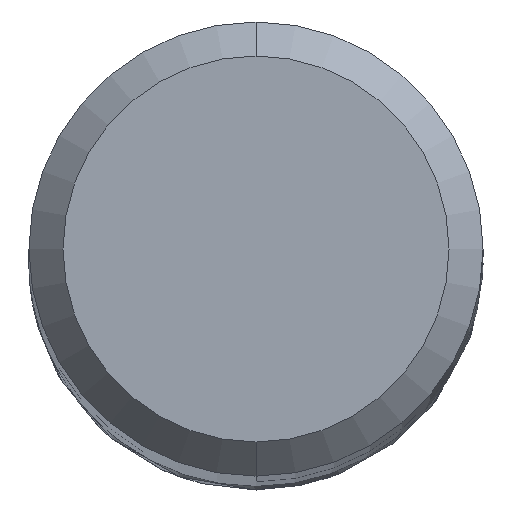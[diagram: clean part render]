
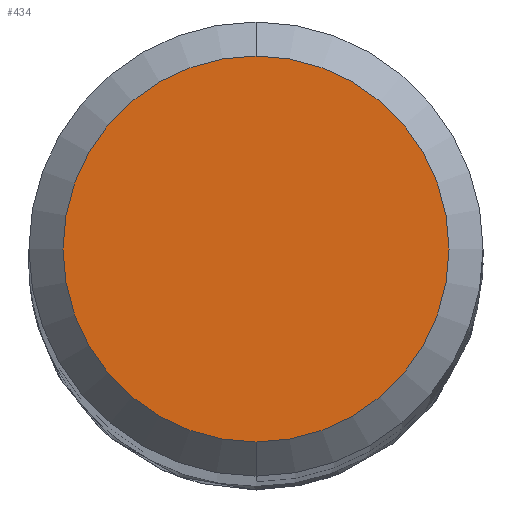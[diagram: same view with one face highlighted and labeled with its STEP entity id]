
A CAD part, top view. The second image highlights one B-rep face of the part: STEP entity #434.
In plain terms, the highlighted planar face has unit normal (0, 0, 1).
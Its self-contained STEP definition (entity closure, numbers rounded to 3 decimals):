
#326=EDGE_CURVE('',#432,#364,#643,.T.);
#348=EDGE_CURVE('',#364,#432,#667,.T.);
#364=VERTEX_POINT('',#683);
#432=VERTEX_POINT('',#759);
#434=ADVANCED_FACE('',(#761),#762,.T.);
#643=CIRCLE('',#3063,1.7);
#667=CIRCLE('',#3128,1.7);
#683=CARTESIAN_POINT('',(0.0,1.7,0.0));
#759=CARTESIAN_POINT('',(0.,-1.7,0.0));
#761=FACE_OUTER_BOUND('',#3433,.T.);
#762=PLANE('',#3434);
#3063=AXIS2_PLACEMENT_3D('',#3700,#3701,#3702);
#3128=AXIS2_PLACEMENT_3D('',#3726,#3727,#3728);
#3433=EDGE_LOOP('',(#3834,#3835));
#3434=AXIS2_PLACEMENT_3D('',#3836,#3837,#3838);
#3700=CARTESIAN_POINT('',(0.0,0.0,0.0));
#3701=DIRECTION('',(0.0,0.0,-1.0));
#3702=DIRECTION('',(0.0,1.0,0.0));
#3726=CARTESIAN_POINT('',(0.0,0.0,0.0));
#3727=DIRECTION('',(0.0,0.0,-1.0));
#3728=DIRECTION('',(0.0,1.0,0.0));
#3834=ORIENTED_EDGE('',*,*,#348,.F.);
#3835=ORIENTED_EDGE('',*,*,#326,.F.);
#3836=CARTESIAN_POINT('',(0.0,0.85,0.0));
#3837=DIRECTION('',(-0.0,0.0,1.0));
#3838=DIRECTION('',(0.0,-1.0,0.0));
